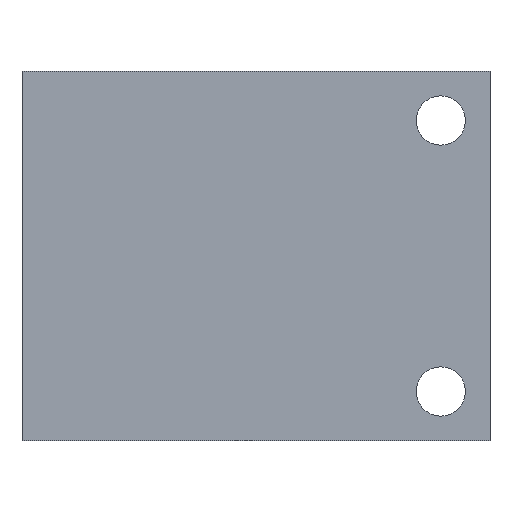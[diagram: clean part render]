
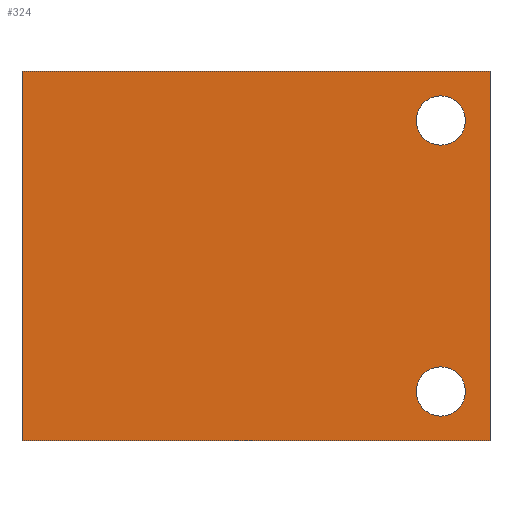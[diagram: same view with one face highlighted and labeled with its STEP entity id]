
A CAD part, front view. The second image highlights one B-rep face of the part: STEP entity #324.
In plain terms, the highlighted planar face has unit normal (0, -1, 0).
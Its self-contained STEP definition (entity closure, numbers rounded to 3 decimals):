
#17=FACE_BOUND('',#61,.T.);
#18=FACE_BOUND('',#62,.T.);
#25=CIRCLE('',#349,1.);
#27=CIRCLE('',#352,1.);
#40=FACE_OUTER_BOUND('',#60,.T.);
#60=EDGE_LOOP('',(#258,#259,#260,#261));
#61=EDGE_LOOP('',(#262));
#62=EDGE_LOOP('',(#263));
#81=LINE('',#484,#119);
#84=LINE('',#490,#122);
#87=LINE('',#496,#125);
#90=LINE('',#500,#128);
#119=VECTOR('',#398,10.);
#122=VECTOR('',#403,10.);
#125=VECTOR('',#408,10.);
#128=VECTOR('',#413,10.);
#152=VERTEX_POINT('',#466);
#154=VERTEX_POINT('',#472);
#158=VERTEX_POINT('',#481);
#159=VERTEX_POINT('',#483);
#161=VERTEX_POINT('',#489);
#163=VERTEX_POINT('',#495);
#181=EDGE_CURVE('',#152,#152,#25,.T.);
#184=EDGE_CURVE('',#154,#154,#27,.T.);
#189=EDGE_CURVE('',#159,#158,#81,.T.);
#192=EDGE_CURVE('',#161,#159,#84,.T.);
#195=EDGE_CURVE('',#163,#161,#87,.T.);
#198=EDGE_CURVE('',#158,#163,#90,.T.);
#258=ORIENTED_EDGE('',*,*,#198,.T.);
#259=ORIENTED_EDGE('',*,*,#195,.T.);
#260=ORIENTED_EDGE('',*,*,#192,.T.);
#261=ORIENTED_EDGE('',*,*,#189,.T.);
#262=ORIENTED_EDGE('',*,*,#184,.T.);
#263=ORIENTED_EDGE('',*,*,#181,.T.);
#307=PLANE('',#359);
#324=ADVANCED_FACE('',(#40,#17,#18),#307,.F.);
#349=AXIS2_PLACEMENT_3D('',#467,#382,#383);
#352=AXIS2_PLACEMENT_3D('',#473,#389,#390);
#359=AXIS2_PLACEMENT_3D('',#510,#420,#421);
#382=DIRECTION('center_axis',(0.,1.,0.));
#383=DIRECTION('ref_axis',(1.,0.,0.));
#389=DIRECTION('center_axis',(0.,1.,0.));
#390=DIRECTION('ref_axis',(1.,0.,0.));
#398=DIRECTION('',(0.,0.,-1.));
#403=DIRECTION('',(-1.,0.,0.));
#408=DIRECTION('',(0.,0.,1.));
#413=DIRECTION('',(1.,0.,0.));
#420=DIRECTION('center_axis',(0.,1.,0.));
#421=DIRECTION('ref_axis',(1.,0.,0.));
#466=CARTESIAN_POINT('',(6.5,-2.,5.5));
#467=CARTESIAN_POINT('Origin',(7.5,-2.,5.5));
#472=CARTESIAN_POINT('',(6.5,-2.,-5.5));
#473=CARTESIAN_POINT('Origin',(7.5,-2.,-5.5));
#481=CARTESIAN_POINT('',(-9.5,-2.,-7.5));
#483=CARTESIAN_POINT('',(-9.5,-2.,7.5));
#484=CARTESIAN_POINT('',(-9.5,-2.,7.5));
#489=CARTESIAN_POINT('',(9.5,-2.,7.5));
#490=CARTESIAN_POINT('',(9.5,-2.,7.5));
#495=CARTESIAN_POINT('',(9.5,-2.,-7.5));
#496=CARTESIAN_POINT('',(9.5,-2.,-7.5));
#500=CARTESIAN_POINT('',(-9.5,-2.,-7.5));
#510=CARTESIAN_POINT('Origin',(0.,-2.,0.));
